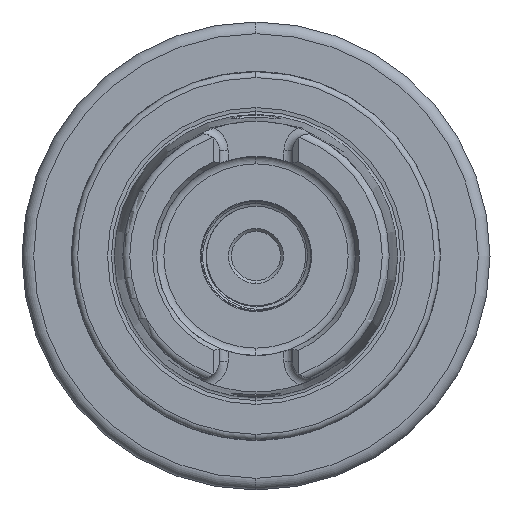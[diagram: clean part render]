
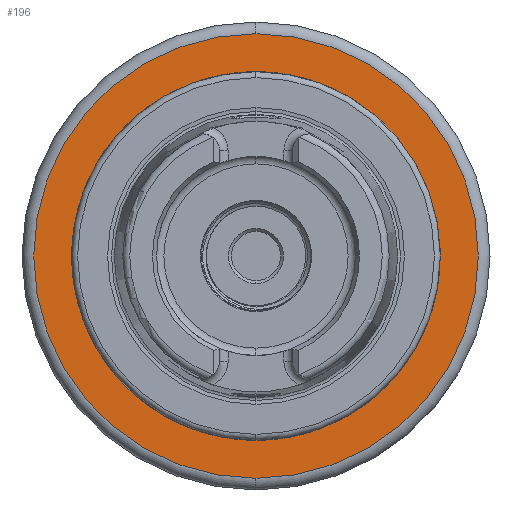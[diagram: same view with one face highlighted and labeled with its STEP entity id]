
A CAD part, left-side view. The second image highlights one B-rep face of the part: STEP entity #196.
In plain terms, the highlighted planar face has unit normal (-1, 0, 0).
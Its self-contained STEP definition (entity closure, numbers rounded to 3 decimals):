
#196 = ADVANCED_FACE ( 'NONE', ( #3506, #3471 ), #4222, .T. ) ;
#488 = EDGE_CURVE ( 'NONE', #5937, #5936, #3368, .T. ) ;
#492 = EDGE_CURVE ( 'NONE', #5941, #5940, #3364, .T. ) ;
#722 = EDGE_CURVE ( 'NONE', #5936, #5937, #3414, .T. ) ;
#723 = EDGE_CURVE ( 'NONE', #5940, #5941, #3413, .T. ) ;
#1154 = ORIENTED_EDGE ( 'NONE', *, *, #488, .T. ) ;
#1155 = ORIENTED_EDGE ( 'NONE', *, *, #722, .T. ) ;
#1156 = ORIENTED_EDGE ( 'NONE', *, *, #723, .T. ) ;
#1157 = ORIENTED_EDGE ( 'NONE', *, *, #492, .T. ) ;
#3364 = CIRCLE ( 'NONE', #15639, 38. ) ;
#3368 = CIRCLE ( 'NONE', #15610, 27.2 ) ;
#3413 = CIRCLE ( 'NONE', #7714, 38. ) ;
#3414 = CIRCLE ( 'NONE', #7713, 27.2 ) ;
#3471 = FACE_OUTER_BOUND ( 'NONE', #5703, .T. ) ;
#3505 = AXIS2_PLACEMENT_3D ( 'NONE', #4221, #4220, #4219 ) ;
#3506 = FACE_BOUND ( 'NONE', #5702, .T. ) ;
#4219 = DIRECTION ( 'NONE',  ( 0., 0., 1. ) ) ;
#4220 = DIRECTION ( 'NONE',  ( -1., 0., 0. ) ) ;
#4221 = CARTESIAN_POINT ( 'NONE',  ( 42., 26.4, 0. ) ) ;
#4222 = PLANE ( 'NONE',  #3505 ) ;
#5315 = CARTESIAN_POINT ( 'NONE',  ( 42., 0., -27.2 ) ) ;
#5316 = CARTESIAN_POINT ( 'NONE',  ( 42., 0., 27.2 ) ) ;
#5319 = CARTESIAN_POINT ( 'NONE',  ( 42., 0., -38. ) ) ;
#5320 = CARTESIAN_POINT ( 'NONE',  ( 42., 0., 38. ) ) ;
#5702 = EDGE_LOOP ( 'NONE', ( #1154, #1155 ) ) ;
#5703 = EDGE_LOOP ( 'NONE', ( #1157, #1156 ) ) ;
#5936 = VERTEX_POINT ( 'NONE', #5315 ) ;
#5937 = VERTEX_POINT ( 'NONE', #5316 ) ;
#5940 = VERTEX_POINT ( 'NONE', #5319 ) ;
#5941 = VERTEX_POINT ( 'NONE', #5320 ) ;
#7713 = AXIS2_PLACEMENT_3D ( 'NONE', #13443, #13444, #13445 ) ;
#7714 = AXIS2_PLACEMENT_3D ( 'NONE', #13446, #13447, #13448 ) ;
#13443 = CARTESIAN_POINT ( 'NONE',  ( 42., 0., 0. ) ) ;
#13444 = DIRECTION ( 'NONE',  ( 1., 0., 0. ) ) ;
#13445 = DIRECTION ( 'NONE',  ( 0., 0., 1. ) ) ;
#13446 = CARTESIAN_POINT ( 'NONE',  ( 42., 0., 0. ) ) ;
#13447 = DIRECTION ( 'NONE',  ( -1., 0., 0. ) ) ;
#13448 = DIRECTION ( 'NONE',  ( 0., 0., 1. ) ) ;
#15610 = AXIS2_PLACEMENT_3D ( 'NONE', #15819, #15820, #15821 ) ;
#15639 = AXIS2_PLACEMENT_3D ( 'NONE', #15831, #15832, #15833 ) ;
#15819 = CARTESIAN_POINT ( 'NONE',  ( 42., 0., 0. ) ) ;
#15820 = DIRECTION ( 'NONE',  ( 1., 0., 0. ) ) ;
#15821 = DIRECTION ( 'NONE',  ( 0., 0., 1. ) ) ;
#15831 = CARTESIAN_POINT ( 'NONE',  ( 42., 0., 0. ) ) ;
#15832 = DIRECTION ( 'NONE',  ( -1., 0., 0. ) ) ;
#15833 = DIRECTION ( 'NONE',  ( 0., 0., 1. ) ) ;
